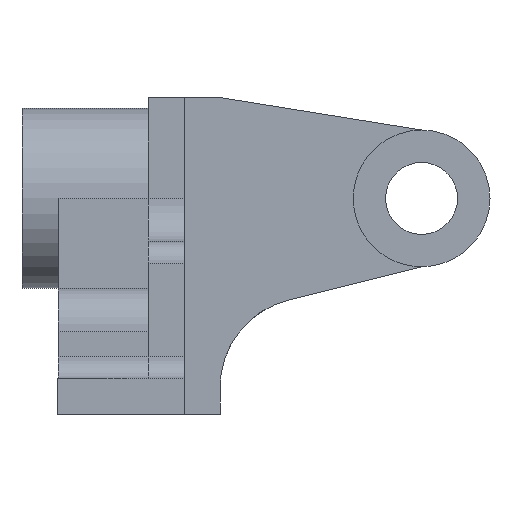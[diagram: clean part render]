
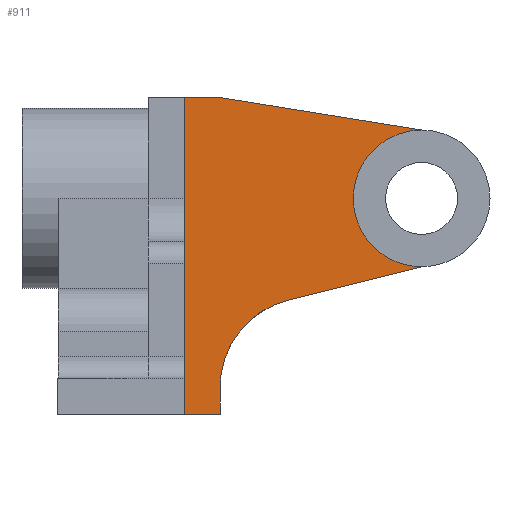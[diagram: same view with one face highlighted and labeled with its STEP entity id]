
A CAD part, left-side view. The second image highlights one B-rep face of the part: STEP entity #911.
In plain terms, the highlighted planar face has unit normal (-1, 0, 0).
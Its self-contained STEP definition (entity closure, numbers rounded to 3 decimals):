
#22 = VECTOR ( 'NONE', #56, 1000. ) ;
#30 = CARTESIAN_POINT ( 'NONE',  ( -41., -10., 28. ) ) ;
#56 = DIRECTION ( 'NONE',  ( 0., 0., 1. ) ) ;
#123 = EDGE_CURVE ( 'NONE', #1505, #1633, #1908, .T. ) ;
#136 = DIRECTION ( 'NONE',  ( 0., 1., 0. ) ) ;
#152 = VERTEX_POINT ( 'NONE', #2472 ) ;
#153 = DIRECTION ( 'NONE',  ( 0., 0., -1. ) ) ;
#188 = CARTESIAN_POINT ( 'NONE',  ( -41., -10., 28. ) ) ;
#209 = CARTESIAN_POINT ( 'NONE',  ( -41., -66., -19. ) ) ;
#278 = EDGE_CURVE ( 'NONE', #2281, #1196, #799, .T. ) ;
#311 = VECTOR ( 'NONE', #153, 1000. ) ;
#314 = CARTESIAN_POINT ( 'NONE',  ( -41., -66., -19. ) ) ;
#315 = DIRECTION ( 'NONE',  ( 1., 0., 0. ) ) ;
#374 = AXIS2_PLACEMENT_3D ( 'NONE', #2232, #315, #706 ) ;
#411 = CARTESIAN_POINT ( 'NONE',  ( -41., -10., -60. ) ) ;
#431 = ORIENTED_EDGE ( 'NONE', *, *, #1497, .T. ) ;
#491 = EDGE_CURVE ( 'NONE', #152, #1704, #2054, .T. ) ;
#492 = EDGE_CURVE ( 'NONE', #1505, #2351, #1190, .T. ) ;
#602 = LINE ( 'NONE', #209, #2016 ) ;
#632 = CARTESIAN_POINT ( 'NONE',  ( -41., 0., -60. ) ) ;
#656 = FACE_OUTER_BOUND ( 'NONE', #2284, .T. ) ;
#665 = ORIENTED_EDGE ( 'NONE', *, *, #278, .T. ) ;
#668 = VECTOR ( 'NONE', #1414, 1000. ) ;
#669 = VECTOR ( 'NONE', #136, 1000. ) ;
#706 = DIRECTION ( 'NONE',  ( 0., 0., 1. ) ) ;
#743 = DIRECTION ( 'NONE',  ( 0., -0.97, 0.243 ) ) ;
#799 = LINE ( 'NONE', #632, #668 ) ;
#890 = AXIS2_PLACEMENT_3D ( 'NONE', #2250, #2426, #1065 ) ;
#911 = ADVANCED_FACE ( 'NONE', ( #656 ), #1656, .T. ) ;
#914 = CARTESIAN_POINT ( 'NONE',  ( -41., 0., -60. ) ) ;
#992 = VECTOR ( 'NONE', #1309, 1000. ) ;
#1065 = DIRECTION ( 'NONE',  ( 0., 0., 1. ) ) ;
#1072 = CARTESIAN_POINT ( 'NONE',  ( -41., 0., 28. ) ) ;
#1110 = CARTESIAN_POINT ( 'NONE',  ( -41., 0., 28. ) ) ;
#1190 = CIRCLE ( 'NONE', #2170, 19. ) ;
#1196 = VERTEX_POINT ( 'NONE', #411 ) ;
#1200 = CARTESIAN_POINT ( 'NONE',  ( -41., 0., 28. ) ) ;
#1225 = ORIENTED_EDGE ( 'NONE', *, *, #123, .T. ) ;
#1302 = EDGE_CURVE ( 'NONE', #1633, #2209, #1310, .T. ) ;
#1309 = DIRECTION ( 'NONE',  ( 0., 0.987, 0.159 ) ) ;
#1310 = LINE ( 'NONE', #1072, #669 ) ;
#1350 = ORIENTED_EDGE ( 'NONE', *, *, #492, .F. ) ;
#1386 = LINE ( 'NONE', #1634, #22 ) ;
#1389 = ORIENTED_EDGE ( 'NONE', *, *, #1302, .T. ) ;
#1414 = DIRECTION ( 'NONE',  ( 0., -1., 0. ) ) ;
#1460 = ORIENTED_EDGE ( 'NONE', *, *, #2295, .T. ) ;
#1497 = EDGE_CURVE ( 'NONE', #1196, #152, #1386, .T. ) ;
#1505 = VERTEX_POINT ( 'NONE', #2402 ) ;
#1633 = VERTEX_POINT ( 'NONE', #30 ) ;
#1634 = CARTESIAN_POINT ( 'NONE',  ( -41., -10., -52.519 ) ) ;
#1656 = PLANE ( 'NONE',  #890 ) ;
#1660 = CARTESIAN_POINT ( 'NONE',  ( -41., -66., 0. ) ) ;
#1680 = DIRECTION ( 'NONE',  ( 0., 0., 1. ) ) ;
#1704 = VERTEX_POINT ( 'NONE', #1948 ) ;
#1866 = ORIENTED_EDGE ( 'NONE', *, *, #2038, .T. ) ;
#1908 = LINE ( 'NONE', #188, #992 ) ;
#1948 = CARTESIAN_POINT ( 'NONE',  ( -41., -28.937, -28.266 ) ) ;
#2016 = VECTOR ( 'NONE', #743, 1000. ) ;
#2038 = EDGE_CURVE ( 'NONE', #1704, #2351, #602, .T. ) ;
#2054 = CIRCLE ( 'NONE', #374, 25. ) ;
#2170 = AXIS2_PLACEMENT_3D ( 'NONE', #1660, #2428, #1680 ) ;
#2209 = VERTEX_POINT ( 'NONE', #1200 ) ;
#2232 = CARTESIAN_POINT ( 'NONE',  ( -41., -35., -52.519 ) ) ;
#2250 = CARTESIAN_POINT ( 'NONE',  ( -41., -66., 0. ) ) ;
#2266 = ORIENTED_EDGE ( 'NONE', *, *, #491, .T. ) ;
#2281 = VERTEX_POINT ( 'NONE', #914 ) ;
#2284 = EDGE_LOOP ( 'NONE', ( #1350, #1225, #1389, #1460, #665, #431, #2266, #1866 ) ) ;
#2295 = EDGE_CURVE ( 'NONE', #2209, #2281, #2444, .T. ) ;
#2351 = VERTEX_POINT ( 'NONE', #314 ) ;
#2402 = CARTESIAN_POINT ( 'NONE',  ( -41., -66., 19. ) ) ;
#2426 = DIRECTION ( 'NONE',  ( -1., 0., 0. ) ) ;
#2428 = DIRECTION ( 'NONE',  ( -1., 0., 0. ) ) ;
#2444 = LINE ( 'NONE', #1110, #311 ) ;
#2472 = CARTESIAN_POINT ( 'NONE',  ( -41., -10., -52.519 ) ) ;
